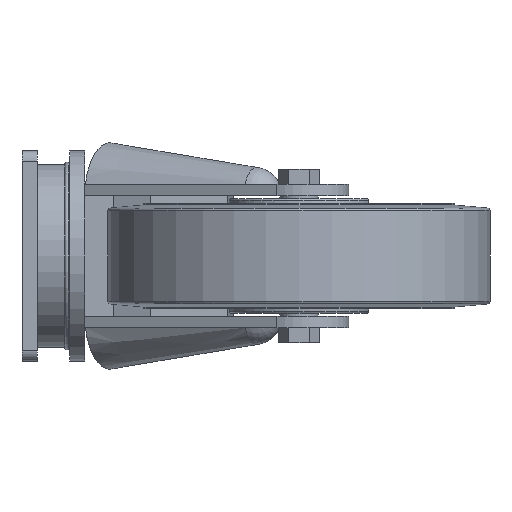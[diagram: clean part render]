
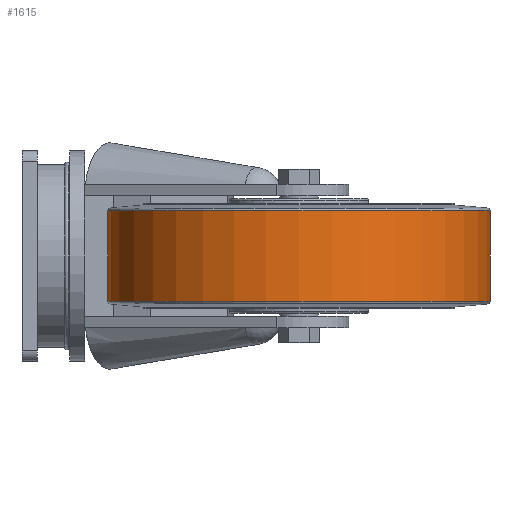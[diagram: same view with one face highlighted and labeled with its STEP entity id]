
A CAD part, left-side view. The second image highlights one B-rep face of the part: STEP entity #1615.
In plain terms, the highlighted cylindrical face has radius 100 mm (diameter 200 mm), a full revolution.
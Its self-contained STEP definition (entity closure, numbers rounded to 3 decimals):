
#65=CYLINDRICAL_SURFACE('',#1785,100.);
#127=CIRCLE('',#1784,100.);
#128=CIRCLE('',#1786,100.);
#407=ORIENTED_EDGE('',*,*,#708,.T.);
#408=ORIENTED_EDGE('',*,*,#707,.F.);
#707=EDGE_CURVE('',#885,#885,#127,.T.);
#708=EDGE_CURVE('',#886,#886,#128,.T.);
#885=VERTEX_POINT('',#2686);
#886=VERTEX_POINT('',#2689);
#1292=EDGE_LOOP('',(#407));
#1293=EDGE_LOOP('',(#408));
#1446=FACE_BOUND('',#1292,.T.);
#1447=FACE_BOUND('',#1293,.T.);
#1615=ADVANCED_FACE('',(#1446,#1447),#65,.T.);
#1784=AXIS2_PLACEMENT_3D('',#2685,#2155,#2156);
#1785=AXIS2_PLACEMENT_3D('',#2687,#2157,#2158);
#1786=AXIS2_PLACEMENT_3D('',#2688,#2159,#2160);
#2155=DIRECTION('',(0.,0.,-1.));
#2156=DIRECTION('',(-1.,0.,0.));
#2157=DIRECTION('',(0.,0.,-1.));
#2158=DIRECTION('',(-1.,0.,0.));
#2159=DIRECTION('',(0.,0.,-1.));
#2160=DIRECTION('',(-1.,0.,0.));
#2685=CARTESIAN_POINT('',(0.,0.,-23.626));
#2686=CARTESIAN_POINT('',(-100.,0.,-23.626));
#2687=CARTESIAN_POINT('',(0.,0.,-30.));
#2688=CARTESIAN_POINT('',(0.,0.,23.626));
#2689=CARTESIAN_POINT('',(-100.,0.,23.626));
